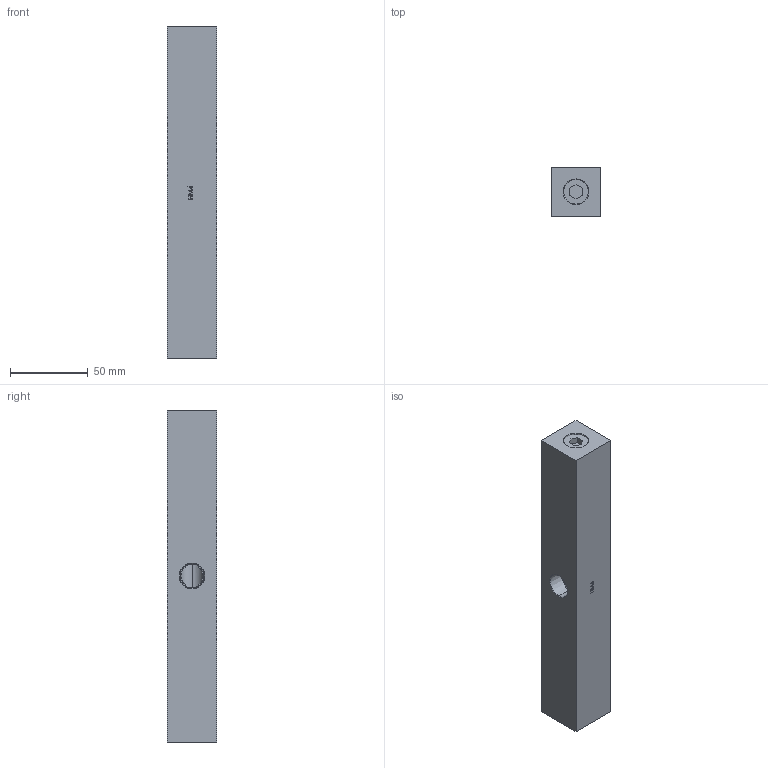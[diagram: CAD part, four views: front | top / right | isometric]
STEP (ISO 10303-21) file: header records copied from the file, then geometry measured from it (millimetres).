
FILE_DESCRIPTION (( 'STEP AP214' ), '1' );
FILE_NAME ('HM4.STEP', '2017-07-21T14:08:22', ( '' ), ( '' ), 'SwSTEP 2.0', 'SolidWorks 2017', '' );
FILE_SCHEMA (( 'AUTOMOTIVE_DESIGN' ));
Length unit declared in the file: millimetre
Products named in the file (3): FPC010PN002; FPC010MP004; HM4
Assembly tree (3 placements, depth 2):
  HM4
    FPC010MP004
    FPC010PN002  x2
Bounding box: 31.75 x 31.75 x 214 mm (x, y, z)
Volume: 175387.1 mm3; surface area: 41436 mm2
Topology: 3 solids, 3 shells, 127 faces, 340 edges, 222 vertices
Faces by surface type: plane 78, cone 37, cylinder 12
Entity records: 4525 total; most frequent: CARTESIAN_POINT 1274, ORIENTED_EDGE 632, DIRECTION 575, EDGE_CURVE 316, VERTEX_POINT 206, VECTOR 201, LINE 201, AXIS2_PLACEMENT_3D 187
